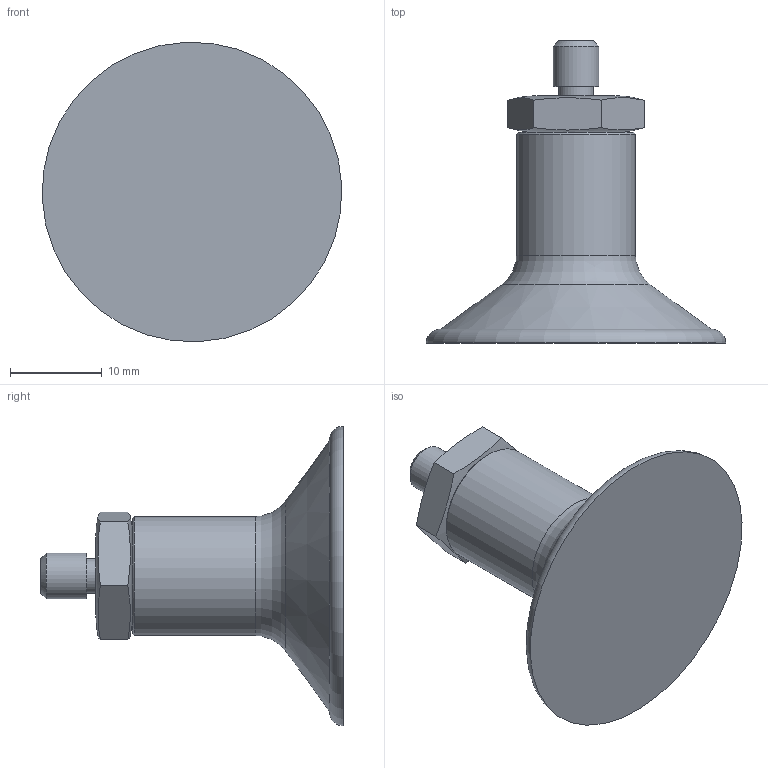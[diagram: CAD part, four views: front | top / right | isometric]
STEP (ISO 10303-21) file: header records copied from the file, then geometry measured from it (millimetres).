
FILE_DESCRIPTION(/* description */ (''),/* implementation_level */ '2;1');
FILE_NAME(/* name */ 'vc33cn_rac3rm5m.stp',/* time_stamp */ '2020-10-29T10:20:18+01:00',/* author */ ('enginyeria'),/* organization */ (''),/* preprocessor_version */ 'ST-DEVELOPER v17.2',/* originating_system */ 'Autodesk Inventor 2019',/* authorisation */ '');
FILE_SCHEMA (('CONFIG_CONTROL_DESIGN'));
Length unit declared in the file: millimetre
Products named in the file (1): Pieza65
Bounding box: 32.67 x 33 x 32.67 mm (x, y, z)
Volume: 6173.2 mm3; surface area: 3041.9 mm2
Topology: 1 solids, 1 shells, 24 faces, 63 edges, 45 vertices
Faces by surface type: plane 12, cone 4, cylinder 4, torus 2, bspline 2
Full cylindrical faces by diameter (mm): 2 x1, 3.8 x1, 5 x1, 13 x1
Entity records: 971 total; most frequent: CARTESIAN_POINT 291, ORIENTED_EDGE 126, DIRECTION 126, EDGE_CURVE 63, AXIS2_PLACEMENT_3D 56, VERTEX_POINT 45, CIRCLE 33, EDGE_LOOP 28
